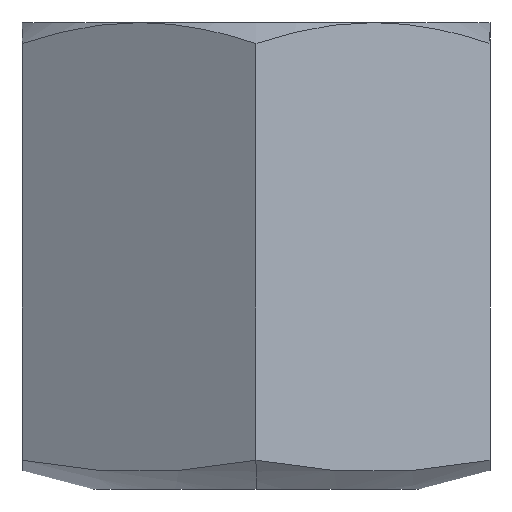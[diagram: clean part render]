
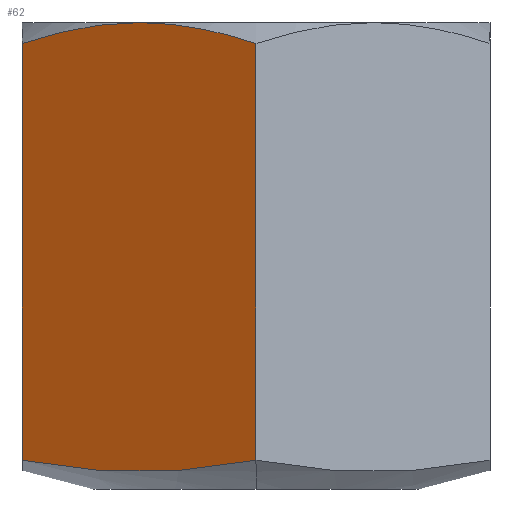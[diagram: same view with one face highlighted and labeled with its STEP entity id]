
A CAD part, front view. The second image highlights one B-rep face of the part: STEP entity #62.
In plain terms, the highlighted planar face has unit normal (-0.5, -0.866, 0).
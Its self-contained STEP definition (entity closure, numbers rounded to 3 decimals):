
#60 = ORIENTED_EDGE ( 'NONE', *, *, #115, .T. ) ;
#62 = ADVANCED_FACE ( 'NONE', ( #392 ), #479, .F. ) ;
#63 = ORIENTED_EDGE ( 'NONE', *, *, #79, .T. ) ;
#73 = VERTEX_POINT ( 'NONE', #480 ) ;
#76 = ORIENTED_EDGE ( 'NONE', *, *, #118, .T. ) ;
#79 = EDGE_CURVE ( 'NONE', #89, #73, #451, .T. ) ;
#83 = EDGE_LOOP ( 'NONE', ( #63, #76, #114, #60, #117 ) ) ;
#89 = VERTEX_POINT ( 'NONE', #515 ) ;
#95 = VECTOR ( 'NONE', #97, 1000. ) ;
#97 = DIRECTION ( 'NONE',  ( 0., 0., -1. ) ) ;
#112 = VERTEX_POINT ( 'NONE', #431 ) ;
#113 = EDGE_CURVE ( 'NONE', #116, #228, #427, .T. ) ;
#114 = ORIENTED_EDGE ( 'NONE', *, *, #113, .F. ) ;
#115 = EDGE_CURVE ( 'NONE', #116, #112, #702, .T. ) ;
#116 = VERTEX_POINT ( 'NONE', #693 ) ;
#117 = ORIENTED_EDGE ( 'NONE', *, *, #119, .T. ) ;
#118 = EDGE_CURVE ( 'NONE', #73, #228, #691, .T. ) ;
#119 = EDGE_CURVE ( 'NONE', #112, #89, #685, .T. ) ;
#228 = VERTEX_POINT ( 'NONE', #738 ) ;
#392 = FACE_OUTER_BOUND ( 'NONE', #83, .T. ) ;
#426 = CARTESIAN_POINT ( 'NONE',  ( 0., -20.785, 90.991 ) ) ;
#427 = LINE ( 'NONE', #426, #95 ) ;
#431 = CARTESIAN_POINT ( 'NONE',  ( -9., -15.588, 36. ) ) ;
#449 = VECTOR ( 'NONE', #516, 1000. ) ;
#450 = CARTESIAN_POINT ( 'NONE',  ( -18., -10.392, 90.991 ) ) ;
#451 = LINE ( 'NONE', #450, #449 ) ;
#479 = PLANE ( 'NONE',  #487 ) ;
#480 = CARTESIAN_POINT ( 'NONE',  ( -18., -10.392, 2.334 ) ) ;
#487 = AXIS2_PLACEMENT_3D ( 'NONE', #534, #533, #532 ) ;
#515 = CARTESIAN_POINT ( 'NONE',  ( -18., -10.392, 34.392 ) ) ;
#516 = DIRECTION ( 'NONE',  ( 0., 0., -1. ) ) ;
#532 = DIRECTION ( 'NONE',  ( -0.866, 0.5, 0. ) ) ;
#533 = DIRECTION ( 'NONE',  ( 0.5, 0.866, 0. ) ) ;
#534 = CARTESIAN_POINT ( 'NONE',  ( -18., -10.392, 90.991 ) ) ;
#619 = CARTESIAN_POINT ( 'NONE',  ( -18., -10.392, 34.392 ) ) ;
#620 = CARTESIAN_POINT ( 'NONE',  ( -16.531, -11.24, 34.882 ) ) ;
#621 = CARTESIAN_POINT ( 'NONE',  ( -15.051, -12.095, 35.286 ) ) ;
#622 = CARTESIAN_POINT ( 'NONE',  ( -12.803, -13.393, 35.706 ) ) ;
#623 = CARTESIAN_POINT ( 'NONE',  ( -12.049, -13.828, 35.815 ) ) ;
#624 = CARTESIAN_POINT ( 'NONE',  ( -10.91, -14.485, 35.925 ) ) ;
#625 = CARTESIAN_POINT ( 'NONE',  ( -10.53, -14.705, 35.953 ) ) ;
#626 = CARTESIAN_POINT ( 'NONE',  ( -9.766, -15.146, 35.991 ) ) ;
#627 = CARTESIAN_POINT ( 'NONE',  ( -9.382, -15.368, 36. ) ) ;
#628 = CARTESIAN_POINT ( 'NONE',  ( -9., -15.588, 36. ) ) ;
#685 = B_SPLINE_CURVE_WITH_KNOTS ( 'NONE', 3,
 ( #628, #627, #626, #625, #624, #623, #622, #621, #620, #619 ),
 .UNSPECIFIED., .F., .F.,
 ( 4, 2, 2, 2, 4 ),
 ( 0.011, 0.012, 0.013, 0.016, 0.021 ),
 .UNSPECIFIED. ) ;
#687 = DIRECTION ( 'NONE',  ( -0.866, 0.5, 0. ) ) ;
#688 = DIRECTION ( 'NONE',  ( -0.5, -0.866, 0. ) ) ;
#689 = CARTESIAN_POINT ( 'NONE',  ( -9., -15.588, 62.865 ) ) ;
#691 = CIRCLE ( 'NONE', #694, 61.417 ) ;
#693 = CARTESIAN_POINT ( 'NONE',  ( 0., -20.785, 34.392 ) ) ;
#694 = AXIS2_PLACEMENT_3D ( 'NONE', #689, #688, #687 ) ;
#695 = CARTESIAN_POINT ( 'NONE',  ( -9., -15.588, 36. ) ) ;
#696 = CARTESIAN_POINT ( 'NONE',  ( -7.467, -16.474, 36. ) ) ;
#697 = CARTESIAN_POINT ( 'NONE',  ( -5.952, -17.348, 35.847 ) ) ;
#698 = CARTESIAN_POINT ( 'NONE',  ( -2.955, -19.078, 35.287 ) ) ;
#699 = CARTESIAN_POINT ( 'NONE',  ( -1.472, -19.935, 34.883 ) ) ;
#700 = CARTESIAN_POINT ( 'NONE',  ( 0., -20.785, 34.392 ) ) ;
#702 = B_SPLINE_CURVE_WITH_KNOTS ( 'NONE', 3,
 ( #700, #699, #698, #697, #696, #695 ),
 .UNSPECIFIED., .F., .F.,
 ( 4, 2, 4 ),
 ( 0., 0.005, 0.011 ),
 .UNSPECIFIED. ) ;
#738 = CARTESIAN_POINT ( 'NONE',  ( 0., -20.785, 2.334 ) ) ;
